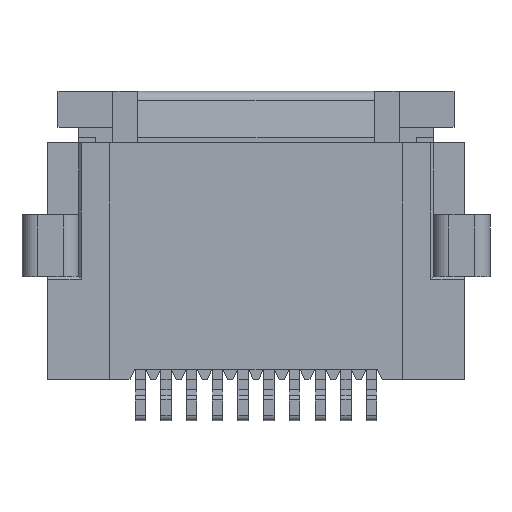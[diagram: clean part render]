
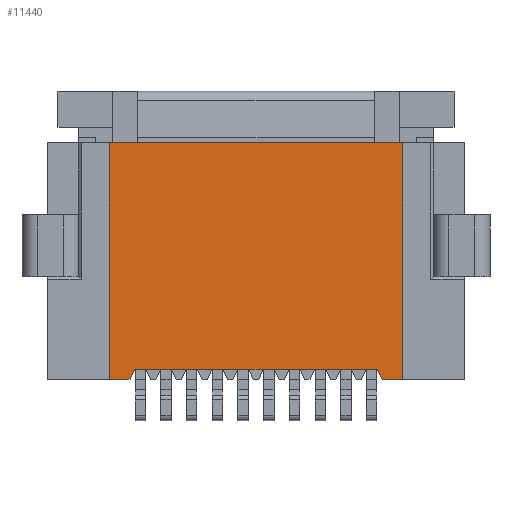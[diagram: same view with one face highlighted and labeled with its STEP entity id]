
A CAD part, front view. The second image highlights one B-rep face of the part: STEP entity #11440.
In plain terms, the highlighted planar face has unit normal (0, -1, 0).
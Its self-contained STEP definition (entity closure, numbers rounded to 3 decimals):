
#172 = VECTOR ( 'NONE', #904, 1000. ) ;
#357 = VECTOR ( 'NONE', #14930, 1000. ) ;
#434 = CARTESIAN_POINT ( 'NONE',  ( -2.85, 0., 2.2 ) ) ;
#799 = CARTESIAN_POINT ( 'NONE',  ( 2.85, 0., -2.4 ) ) ;
#904 = DIRECTION ( 'NONE',  ( 0., 0., -1. ) ) ;
#1340 = CARTESIAN_POINT ( 'NONE',  ( 2.45, 0., -2.4 ) ) ;
#1673 = VERTEX_POINT ( 'NONE', #1340 ) ;
#1675 = VERTEX_POINT ( 'NONE', #19042 ) ;
#2519 = CARTESIAN_POINT ( 'NONE',  ( 2.85, 0., -2.4 ) ) ;
#2553 = CARTESIAN_POINT ( 'NONE',  ( -2.85, 0., -2.4 ) ) ;
#2701 = ORIENTED_EDGE ( 'NONE', *, *, #7694, .T. ) ;
#3337 = EDGE_CURVE ( 'NONE', #22379, #12589, #14014, .T. ) ;
#3398 = ORIENTED_EDGE ( 'NONE', *, *, #16549, .T. ) ;
#3657 = VECTOR ( 'NONE', #14615, 1000. ) ;
#3852 = LINE ( 'NONE', #16555, #22184 ) ;
#4422 = AXIS2_PLACEMENT_3D ( 'NONE', #11880, #6587, #15212 ) ;
#4844 = DIRECTION ( 'NONE',  ( 0.423, 0., -0.906 ) ) ;
#4955 = LINE ( 'NONE', #6671, #13621 ) ;
#5070 = DIRECTION ( 'NONE',  ( 0., 0., -1. ) ) ;
#5688 = DIRECTION ( 'NONE',  ( 1., 0., 0. ) ) ;
#5975 = EDGE_CURVE ( 'NONE', #17847, #1673, #4955, .T. ) ;
#6301 = ORIENTED_EDGE ( 'NONE', *, *, #18648, .T. ) ;
#6587 = DIRECTION ( 'NONE',  ( 0., 1., 0. ) ) ;
#6619 = LINE ( 'NONE', #21774, #357 ) ;
#6671 = CARTESIAN_POINT ( 'NONE',  ( 1.832, 0., -1.075 ) ) ;
#6818 = CARTESIAN_POINT ( 'NONE',  ( -2.85, 0., -0.6 ) ) ;
#7072 = EDGE_CURVE ( 'NONE', #1675, #11030, #11953, .T. ) ;
#7093 = CARTESIAN_POINT ( 'NONE',  ( 2.357, 0., -2.2 ) ) ;
#7694 = EDGE_CURVE ( 'NONE', #14614, #17847, #6619, .T. ) ;
#8262 = EDGE_LOOP ( 'NONE', ( #2701, #21639, #21035, #19014, #18734, #9089, #3398, #6301 ) ) ;
#9089 = ORIENTED_EDGE ( 'NONE', *, *, #7072, .T. ) ;
#9217 = VECTOR ( 'NONE', #5070, 1000. ) ;
#9482 = EDGE_CURVE ( 'NONE', #1675, #22379, #20829, .T. ) ;
#11030 = VERTEX_POINT ( 'NONE', #2553 ) ;
#11440 = ADVANCED_FACE ( 'NONE', ( #19395 ), #11723, .F. ) ;
#11522 = LINE ( 'NONE', #799, #3657 ) ;
#11723 = PLANE ( 'NONE',  #4422 ) ;
#11880 = CARTESIAN_POINT ( 'NONE',  ( 2.85, 0., -0.6 ) ) ;
#11953 = LINE ( 'NONE', #6818, #9217 ) ;
#12589 = VERTEX_POINT ( 'NONE', #21346 ) ;
#13621 = VECTOR ( 'NONE', #4844, 1000. ) ;
#14014 = LINE ( 'NONE', #16209, #172 ) ;
#14614 = VERTEX_POINT ( 'NONE', #19758 ) ;
#14615 = DIRECTION ( 'NONE',  ( 1., 0., 0. ) ) ;
#14918 = DIRECTION ( 'NONE',  ( 0.423, 0., 0.906 ) ) ;
#14930 = DIRECTION ( 'NONE',  ( 1., 0., 0. ) ) ;
#15212 = DIRECTION ( 'NONE',  ( 0., 0., -1. ) ) ;
#16033 = DIRECTION ( 'NONE',  ( 1., 0., 0. ) ) ;
#16168 = VECTOR ( 'NONE', #5688, 1000. ) ;
#16209 = CARTESIAN_POINT ( 'NONE',  ( 2.85, 0., -0.6 ) ) ;
#16549 = EDGE_CURVE ( 'NONE', #11030, #21677, #11522, .T. ) ;
#16555 = CARTESIAN_POINT ( 'NONE',  ( -0.814, 0., 1.109 ) ) ;
#17115 = CARTESIAN_POINT ( 'NONE',  ( 2.85, 0., 2.2 ) ) ;
#17847 = VERTEX_POINT ( 'NONE', #7093 ) ;
#18648 = EDGE_CURVE ( 'NONE', #21677, #14614, #3852, .T. ) ;
#18734 = ORIENTED_EDGE ( 'NONE', *, *, #9482, .F. ) ;
#19014 = ORIENTED_EDGE ( 'NONE', *, *, #3337, .F. ) ;
#19042 = CARTESIAN_POINT ( 'NONE',  ( -2.85, 0., 2.2 ) ) ;
#19395 = FACE_OUTER_BOUND ( 'NONE', #8262, .T. ) ;
#19676 = LINE ( 'NONE', #2519, #16168 ) ;
#19758 = CARTESIAN_POINT ( 'NONE',  ( -2.357, 0., -2.2 ) ) ;
#20291 = VECTOR ( 'NONE', #16033, 1000. ) ;
#20829 = LINE ( 'NONE', #434, #20291 ) ;
#20990 = CARTESIAN_POINT ( 'NONE',  ( -2.45, 0., -2.4 ) ) ;
#21035 = ORIENTED_EDGE ( 'NONE', *, *, #21086, .T. ) ;
#21086 = EDGE_CURVE ( 'NONE', #1673, #12589, #19676, .T. ) ;
#21346 = CARTESIAN_POINT ( 'NONE',  ( 2.85, 0., -2.4 ) ) ;
#21639 = ORIENTED_EDGE ( 'NONE', *, *, #5975, .T. ) ;
#21677 = VERTEX_POINT ( 'NONE', #20990 ) ;
#21774 = CARTESIAN_POINT ( 'NONE',  ( 2.85, 0., -2.2 ) ) ;
#22184 = VECTOR ( 'NONE', #14918, 1000. ) ;
#22379 = VERTEX_POINT ( 'NONE', #17115 ) ;
